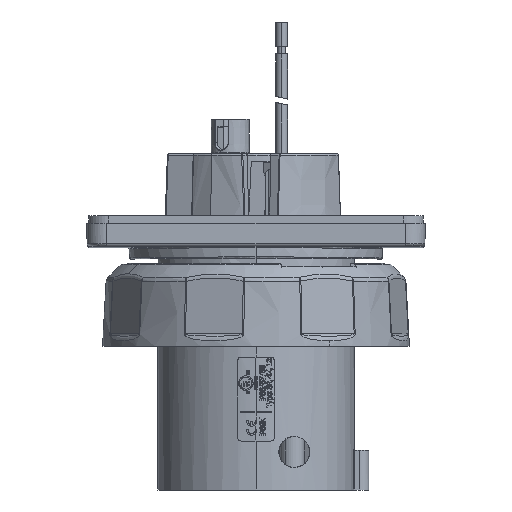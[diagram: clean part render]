
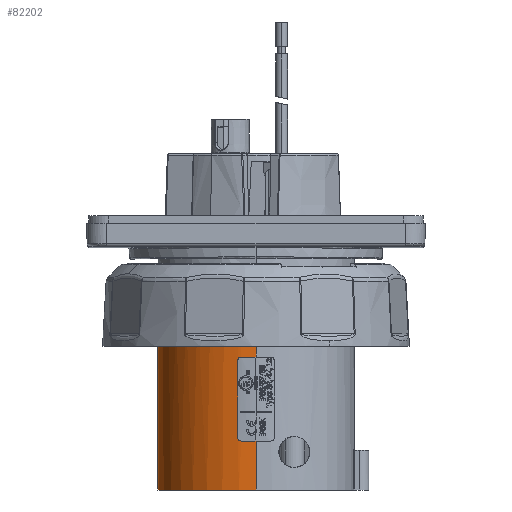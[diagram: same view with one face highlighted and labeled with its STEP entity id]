
A CAD part, left-side view. The second image highlights one B-rep face of the part: STEP entity #82202.
In plain terms, the highlighted cylindrical face has radius 40.564 mm (diameter 81.128 mm), a partial arc.
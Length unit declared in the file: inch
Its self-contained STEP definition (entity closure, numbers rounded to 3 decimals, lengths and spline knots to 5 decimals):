
#2376 = CARTESIAN_POINT ( 'NONE',  ( -1.305, 4.28217, 2.93388 ) ) ;
#3212 = CARTESIAN_POINT ( 'NONE',  ( -1.30578, 4.278, 2.92285 ) ) ;
#3642 = CARTESIAN_POINT ( 'NONE',  ( -1.30522, 4.28101, 2.93008 ) ) ;
#4295 = VERTEX_POINT ( 'NONE', #35227 ) ;
#4531 = DIRECTION ( 'NONE',  ( 0., 0., -1. ) ) ;
#4867 = EDGE_CURVE ( 'NONE', #38130, #56748, #4956, .T. ) ;
#4956 = LINE ( 'NONE', #43003, #58777 ) ;
#5108 = CARTESIAN_POINT ( 'NONE',  ( -1.31362, 4.2324, 4.25543 ) ) ;
#8508 = CARTESIAN_POINT ( 'NONE',  ( 0.26418, 5.58237, 5.03539 ) ) ;
#8667 = ORIENTED_EDGE ( 'NONE', *, *, #26664, .F. ) ;
#9119 = CARTESIAN_POINT ( 'NONE',  ( -1.30738, 4.26929, 2.90989 ) ) ;
#9135 = CARTESIAN_POINT ( 'NONE',  ( -1.33282, 3.98537, 2.88963 ) ) ;
#12087 = CARTESIAN_POINT ( 'NONE',  ( -0.67132, 5.58237, 5.0387 ) ) ;
#12113 = LINE ( 'NONE', #24438, #14212 ) ;
#12188 = ORIENTED_EDGE ( 'NONE', *, *, #4867, .F. ) ;
#12741 = ORIENTED_EDGE ( 'NONE', *, *, #76828, .F. ) ;
#14212 = VECTOR ( 'NONE', #55796, 39.37008 ) ;
#14792 = VERTEX_POINT ( 'NONE', #71566 ) ;
#15466 = CARTESIAN_POINT ( 'NONE',  ( -1.30463, 4.28408, 2.94542 ) ) ;
#16581 = VERTEX_POINT ( 'NONE', #56753 ) ;
#17343 = CARTESIAN_POINT ( 'NONE',  ( -1.30689, 4.27202, 4.23263 ) ) ;
#17429 = EDGE_CURVE ( 'NONE', #14792, #38130, #71999, .T. ) ;
#19300 = CIRCLE ( 'NONE', #38248, 1.597 ) ;
#19663 = DIRECTION ( 'NONE',  ( -1., 0., 0. ) ) ;
#19855 = CARTESIAN_POINT ( 'NONE',  ( -1.33282, 3.98537, 2.88963 ) ) ;
#20110 = VERTEX_POINT ( 'NONE', #32778 ) ;
#21752 = EDGE_CURVE ( 'NONE', #56748, #20110, #29285, .T. ) ;
#22860 = VERTEX_POINT ( 'NONE', #58346 ) ;
#23105 = CARTESIAN_POINT ( 'NONE',  ( -1.31001, 4.25443, 2.89727 ) ) ;
#24438 = CARTESIAN_POINT ( 'NONE',  ( -1.33282, 3.98537, 5.05539 ) ) ;
#24581 = CARTESIAN_POINT ( 'NONE',  ( -1.30463, 4.28408, 4.20376 ) ) ;
#26664 = EDGE_CURVE ( 'NONE', #22860, #14792, #50770, .T. ) ;
#27122 = CARTESIAN_POINT ( 'NONE',  ( -1.30463, 4.28408, 2.94938 ) ) ;
#27461 = CARTESIAN_POINT ( 'NONE',  ( -1.30463, 4.28408, 4.19584 ) ) ;
#27536 = EDGE_CURVE ( 'NONE', #4295, #42960, #44168, .T. ) ;
#28840 = ORIENTED_EDGE ( 'NONE', *, *, #78421, .F. ) ;
#29285 = B_SPLINE_CURVE_WITH_KNOTS ( 'NONE', 3,
 ( #81573, #15466, #62033, #2376, #3642, #3212, #34967, #36227, #9119, #48511, #23105, #61632, #55310, #35828 ),
 .UNSPECIFIED., .F., .F.,
 ( 4, 2, 2, 2, 2, 2, 4 ),
 ( 0., 0.0003, 0.0006, 0.00089, 0.00119, 0.00178, 0.00238 ),
 .UNSPECIFIED. ) ;
#29686 = CARTESIAN_POINT ( 'NONE',  ( -1.3106, 4.25084, 4.24944 ) ) ;
#30590 = DIRECTION ( 'NONE',  ( 0., 0., 1. ) ) ;
#31344 = CARTESIAN_POINT ( 'NONE',  ( -1.30463, 4.28408, 4.19584 ) ) ;
#32778 = CARTESIAN_POINT ( 'NONE',  ( -1.3148, 4.22457, 2.88978 ) ) ;
#32784 = EDGE_CURVE ( 'NONE', #16581, #42960, #76763, .T. ) ;
#32954 = EDGE_LOOP ( 'NONE', ( #12741, #56750, #56905, #70317, #40623, #28840, #62410, #12188, #37240, #8667 ) ) ;
#34967 = CARTESIAN_POINT ( 'NONE',  ( -1.30612, 4.27616, 2.91942 ) ) ;
#35227 = CARTESIAN_POINT ( 'NONE',  ( 0.26418, 5.58237, 2.09339 ) ) ;
#35828 = CARTESIAN_POINT ( 'NONE',  ( -1.3148, 4.22457, 2.88978 ) ) ;
#36227 = CARTESIAN_POINT ( 'NONE',  ( -1.30692, 4.27181, 2.91294 ) ) ;
#36439 = CARTESIAN_POINT ( 'NONE',  ( -1.30837, 4.26376, 4.24084 ) ) ;
#37240 = ORIENTED_EDGE ( 'NONE', *, *, #17429, .F. ) ;
#38130 = VERTEX_POINT ( 'NONE', #27461 ) ;
#38248 = AXIS2_PLACEMENT_3D ( 'NONE', #44071, #30590, #69919 ) ;
#40623 = ORIENTED_EDGE ( 'NONE', *, *, #58077, .F. ) ;
#42192 = DIRECTION ( 'NONE',  ( 0., 0., -1. ) ) ;
#42761 = CARTESIAN_POINT ( 'NONE',  ( -1.3148, 4.22457, 4.25544 ) ) ;
#42951 = VECTOR ( 'NONE', #42192, 39.37008 ) ;
#42960 = VERTEX_POINT ( 'NONE', #8508 ) ;
#43003 = CARTESIAN_POINT ( 'NONE',  ( -1.30463, 4.28408, 5.05539 ) ) ;
#43387 = CARTESIAN_POINT ( 'NONE',  ( -1.33282, 3.98537, 4.2556 ) ) ;
#43820 = CARTESIAN_POINT ( 'NONE',  ( -1.3268, 4.14537, 4.25555 ) ) ;
#44071 = CARTESIAN_POINT ( 'NONE',  ( 0.26418, 3.98537, 2.09339 ) ) ;
#44168 = LINE ( 'NONE', #50147, #61129 ) ;
#48511 = CARTESIAN_POINT ( 'NONE',  ( -1.30885, 4.26105, 2.90168 ) ) ;
#49364 = DIRECTION ( 'NONE',  ( 0., 0., -1. ) ) ;
#50147 = CARTESIAN_POINT ( 'NONE',  ( 0.26418, 5.58237, 5.05539 ) ) ;
#50626 = CARTESIAN_POINT ( 'NONE',  ( -1.3148, 4.22457, 4.25544 ) ) ;
#50770 =( BOUNDED_CURVE ( )  B_SPLINE_CURVE ( 3, ( #43387, #76889, #43820, #50626 ),
 .UNSPECIFIED., .F., .T. ) 
 B_SPLINE_CURVE_WITH_KNOTS ( ( 4, 4 ),
 ( 3.14159, 3.29194 ),
 .UNSPECIFIED. ) 
 CURVE ( )  GEOMETRIC_REPRESENTATION_ITEM ( )  RATIONAL_B_SPLINE_CURVE ( ( 1., 0.998, 0.998, 1. ) ) 
 REPRESENTATION_ITEM ( '' )  );
#54138 = LINE ( 'NONE', #60444, #42951 ) ;
#54923 = CARTESIAN_POINT ( 'NONE',  ( -1.3148, 4.22457, 2.88978 ) ) ;
#55310 = CARTESIAN_POINT ( 'NONE',  ( -1.31362, 4.2324, 2.88979 ) ) ;
#55796 = DIRECTION ( 'NONE',  ( 0., 0., -1. ) ) ;
#55940 = CARTESIAN_POINT ( 'NONE',  ( -1.31002, 4.25425, 4.24763 ) ) ;
#56204 = CARTESIAN_POINT ( 'NONE',  ( 0.26418, 5.58237, 5.03539 ) ) ;
#56318 = VERTEX_POINT ( 'NONE', #82749 ) ;
#56748 = VERTEX_POINT ( 'NONE', #27122 ) ;
#56750 = ORIENTED_EDGE ( 'NONE', *, *, #32784, .T. ) ;
#56753 = CARTESIAN_POINT ( 'NONE',  ( -1.33282, 3.98537, 5.04104 ) ) ;
#56767 = CARTESIAN_POINT ( 'NONE',  ( -1.30891, 4.2607, 4.24334 ) ) ;
#56905 = ORIENTED_EDGE ( 'NONE', *, *, #27536, .F. ) ;
#57764 = DIRECTION ( 'NONE',  ( 0., 0., 1. ) ) ;
#58077 = EDGE_CURVE ( 'NONE', #83221, #56318, #54138, .T. ) ;
#58346 = CARTESIAN_POINT ( 'NONE',  ( -1.33282, 3.98537, 4.2556 ) ) ;
#58777 = VECTOR ( 'NONE', #4531, 39.37008 ) ;
#60396 =( BOUNDED_CURVE ( )  B_SPLINE_CURVE ( 3, ( #54923, #62043, #67143, #9135 ),
 .UNSPECIFIED., .F., .T. ) 
 B_SPLINE_CURVE_WITH_KNOTS ( ( 4, 4 ),
 ( 6.13284, 6.28319 ),
 .UNSPECIFIED. ) 
 CURVE ( )  GEOMETRIC_REPRESENTATION_ITEM ( )  RATIONAL_B_SPLINE_CURVE ( ( 1., 0.998, 0.998, 1. ) ) 
 REPRESENTATION_ITEM ( '' )  );
#60444 = CARTESIAN_POINT ( 'NONE',  ( -1.33282, 3.98537, 5.05539 ) ) ;
#60864 = AXIS2_PLACEMENT_3D ( 'NONE', #81595, #49364, #19663 ) ;
#61129 = VECTOR ( 'NONE', #57764, 39.37008 ) ;
#61632 = CARTESIAN_POINT ( 'NONE',  ( -1.31238, 4.24017, 2.89137 ) ) ;
#62033 = CARTESIAN_POINT ( 'NONE',  ( -1.30471, 4.28369, 2.94153 ) ) ;
#62043 = CARTESIAN_POINT ( 'NONE',  ( -1.3268, 4.14537, 2.88968 ) ) ;
#62088 = CARTESIAN_POINT ( 'NONE',  ( -1.33282, 3.98537, 5.04104 ) ) ;
#62410 = ORIENTED_EDGE ( 'NONE', *, *, #21752, .F. ) ;
#67143 = CARTESIAN_POINT ( 'NONE',  ( -1.33282, 4.06548, 2.88963 ) ) ;
#69449 = CARTESIAN_POINT ( 'NONE',  ( -1.30494, 4.28248, 4.21163 ) ) ;
#69919 = DIRECTION ( 'NONE',  ( 1., 0., 0. ) ) ;
#70113 = CARTESIAN_POINT ( 'NONE',  ( -1.33282, 4.92088, 5.04104 ) ) ;
#70317 = ORIENTED_EDGE ( 'NONE', *, *, #73169, .T. ) ;
#71566 = CARTESIAN_POINT ( 'NONE',  ( -1.3148, 4.22457, 4.25544 ) ) ;
#71999 = B_SPLINE_CURVE_WITH_KNOTS ( 'NONE', 3,
 ( #42761, #5108, #82619, #29686, #55940, #56767, #36439, #17343, #81803, #69449, #24581, #31344 ),
 .UNSPECIFIED., .F., .F.,
 ( 4, 2, 2, 2, 2, 4 ),
 ( 0., 0.0006, 0.00089, 0.00119, 0.00178, 0.00238 ),
 .UNSPECIFIED. ) ;
#73169 = EDGE_CURVE ( 'NONE', #4295, #56318, #19300, .T. ) ;
#74357 = FACE_OUTER_BOUND ( 'NONE', #32954, .T. ) ;
#75616 = CYLINDRICAL_SURFACE ( 'NONE', #60864, 1.597 ) ;
#76763 =( BOUNDED_CURVE ( )  B_SPLINE_CURVE ( 3, ( #62088, #70113, #12087, #56204 ),
 .UNSPECIFIED., .F., .T. ) 
 B_SPLINE_CURVE_WITH_KNOTS ( ( 4, 4 ),
 ( 3.14159, 4.71239 ),
 .UNSPECIFIED. ) 
 CURVE ( )  GEOMETRIC_REPRESENTATION_ITEM ( )  RATIONAL_B_SPLINE_CURVE ( ( 1., 0.805, 0.805, 1. ) ) 
 REPRESENTATION_ITEM ( '' )  );
#76828 = EDGE_CURVE ( 'NONE', #16581, #22860, #12113, .T. ) ;
#76889 = CARTESIAN_POINT ( 'NONE',  ( -1.33282, 4.06548, 4.2556 ) ) ;
#78421 = EDGE_CURVE ( 'NONE', #20110, #83221, #60396, .T. ) ;
#81573 = CARTESIAN_POINT ( 'NONE',  ( -1.30463, 4.28408, 2.94938 ) ) ;
#81595 = CARTESIAN_POINT ( 'NONE',  ( 0.26418, 3.98537, 5.05539 ) ) ;
#81803 = CARTESIAN_POINT ( 'NONE',  ( -1.30606, 4.27648, 4.226 ) ) ;
#82202 = ADVANCED_FACE ( 'NONE', ( #74357 ), #75616, .T. ) ;
#82619 = CARTESIAN_POINT ( 'NONE',  ( -1.31239, 4.24007, 4.25389 ) ) ;
#82749 = CARTESIAN_POINT ( 'NONE',  ( -1.33282, 3.98537, 2.09339 ) ) ;
#83221 = VERTEX_POINT ( 'NONE', #19855 ) ;
